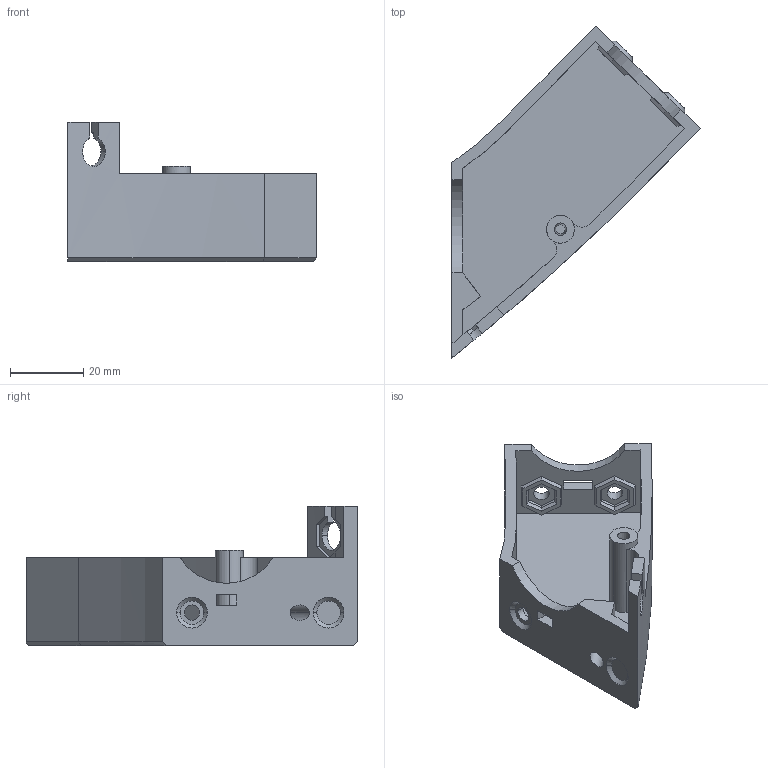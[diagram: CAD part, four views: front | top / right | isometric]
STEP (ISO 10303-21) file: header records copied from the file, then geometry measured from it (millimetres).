
FILE_DESCRIPTION (( 'STEP AP214' ), '1' );
FILE_NAME ('Wings with Power.STEP', '2014-03-03T04:18:11', ( '' ), ( '' ), 'SwSTEP 2.0', 'SolidWorks 2011', '' );
FILE_SCHEMA (( 'AUTOMOTIVE_DESIGN' ));
Length unit declared in the file: millimetre
Products named in the file (1): Wings with Power
Bounding box: 67.71 x 90.53 x 38 mm (x, y, z)
Volume: 24154.2 mm3; surface area: 16865.6 mm2
Topology: 1 solids, 1 shells, 126 faces, 335 edges, 218 vertices
Faces by surface type: plane 91, cylinder 21, cone 11, bspline 3
Entity records: 4076 total; most frequent: CARTESIAN_POINT 891, ORIENTED_EDGE 670, DIRECTION 621, EDGE_CURVE 335, VECTOR 253, LINE 253, VERTEX_POINT 218, AXIS2_PLACEMENT_3D 184
